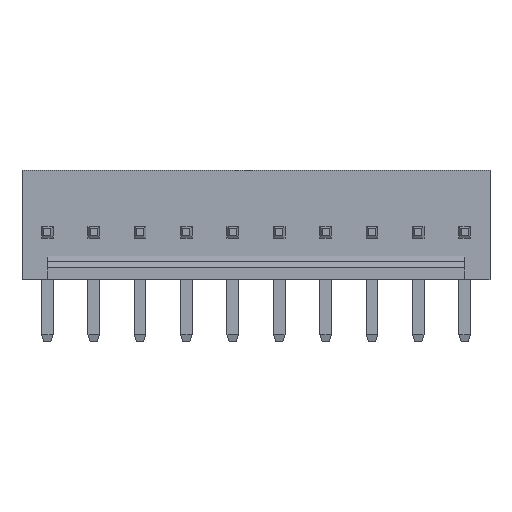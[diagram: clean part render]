
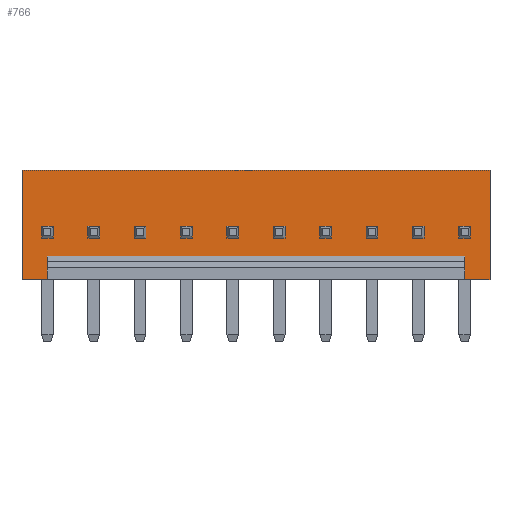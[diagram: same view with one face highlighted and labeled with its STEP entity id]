
A CAD part, front view. The second image highlights one B-rep face of the part: STEP entity #766.
In plain terms, the highlighted planar face has unit normal (0, -1, 0).
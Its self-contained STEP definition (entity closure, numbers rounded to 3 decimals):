
#766=ADVANCED_FACE('',(#1343),#1345,.T.);
#1343=FACE_BOUND('',#1344,.T.);
#1344=EDGE_LOOP('',(#1818,#1819,#1820,#1821,#1822,#1823,#1824,#1825));
#1345=PLANE('',#1346);
#1346=AXIS2_PLACEMENT_3D('',#1347,#1348,#1349);
#1347=CARTESIAN_POINT('',(24.255,-2.68,1.));
#1348=DIRECTION('',(0.,-1.,0.));
#1349=DIRECTION('',(0.,0.,1.));
#1818=ORIENTED_EDGE('',*,*,#2102,.T.);
#1819=ORIENTED_EDGE('',*,*,#2028,.T.);
#1820=ORIENTED_EDGE('',*,*,#2103,.F.);
#1821=ORIENTED_EDGE('',*,*,#2012,.F.);
#1822=ORIENTED_EDGE('',*,*,#2104,.F.);
#1823=ORIENTED_EDGE('',*,*,#2105,.F.);
#1824=ORIENTED_EDGE('',*,*,#2106,.T.);
#1825=ORIENTED_EDGE('',*,*,#2008,.F.);
#2008=EDGE_CURVE('',#2242,#2244,#2245,.F.);
#2012=EDGE_CURVE('',#2250,#2252,#2253,.F.);
#2028=EDGE_CURVE('',#2284,#2282,#2285,.T.);
#2102=EDGE_CURVE('',#2242,#2284,#2393,.T.);
#2103=EDGE_CURVE('',#2252,#2282,#2394,.T.);
#2104=EDGE_CURVE('',#2395,#2250,#2396,.T.);
#2105=EDGE_CURVE('',#2397,#2395,#2398,.T.);
#2106=EDGE_CURVE('',#2397,#2244,#2399,.T.);
#2242=VERTEX_POINT('',#2641);
#2244=VERTEX_POINT('',#2645);
#2245=LINE('',#2646,#2647);
#2250=VERTEX_POINT('',#2657);
#2252=VERTEX_POINT('',#2661);
#2253=LINE('',#2662,#2663);
#2282=VERTEX_POINT('',#2721);
#2284=VERTEX_POINT('',#2725);
#2285=LINE('',#2726,#2727);
#2393=LINE('',#2982,#2983);
#2394=LINE('',#2985,#2986);
#2395=VERTEX_POINT('',#2988);
#2396=LINE('',#2989,#2990);
#2397=VERTEX_POINT('',#2992);
#2398=LINE('',#2993,#2994);
#2399=LINE('',#2996,#2997);
#2641=CARTESIAN_POINT('',(24.255,-2.68,0.));
#2645=CARTESIAN_POINT('',(22.86,-2.68,0.));
#2646=CARTESIAN_POINT('',(22.86,-2.68,0.));
#2647=VECTOR('',#2648,1.);
#2648=DIRECTION('',(1.,0.,0.));
#2657=CARTESIAN_POINT('',(0.,-2.68,0.));
#2661=CARTESIAN_POINT('',(-1.395,-2.68,0.));
#2662=CARTESIAN_POINT('',(-1.395,-2.68,0.));
#2663=VECTOR('',#2664,1.);
#2664=DIRECTION('',(1.,0.,0.));
#2721=CARTESIAN_POINT('',(-1.395,-2.68,6.));
#2725=CARTESIAN_POINT('',(24.255,-2.68,6.));
#2726=CARTESIAN_POINT('',(24.255,-2.68,6.));
#2727=VECTOR('',#2728,1.);
#2728=DIRECTION('',(-1.,0.,0.));
#2982=CARTESIAN_POINT('',(24.255,-2.68,0.));
#2983=VECTOR('',#2984,1.);
#2984=DIRECTION('',(0.,0.,1.));
#2985=CARTESIAN_POINT('',(-1.395,-2.68,0.));
#2986=VECTOR('',#2987,1.);
#2987=DIRECTION('',(0.,0.,1.));
#2988=CARTESIAN_POINT('',(0.,-2.68,1.));
#2989=CARTESIAN_POINT('',(0.,-2.68,1.));
#2990=VECTOR('',#2991,1.);
#2991=DIRECTION('',(0.,0.,-1.));
#2992=CARTESIAN_POINT('',(22.86,-2.68,1.));
#2993=CARTESIAN_POINT('',(22.86,-2.68,1.));
#2994=VECTOR('',#2995,1.);
#2995=DIRECTION('',(-1.,0.,0.));
#2996=CARTESIAN_POINT('',(22.86,-2.68,1.));
#2997=VECTOR('',#2998,1.);
#2998=DIRECTION('',(0.,0.,-1.));
